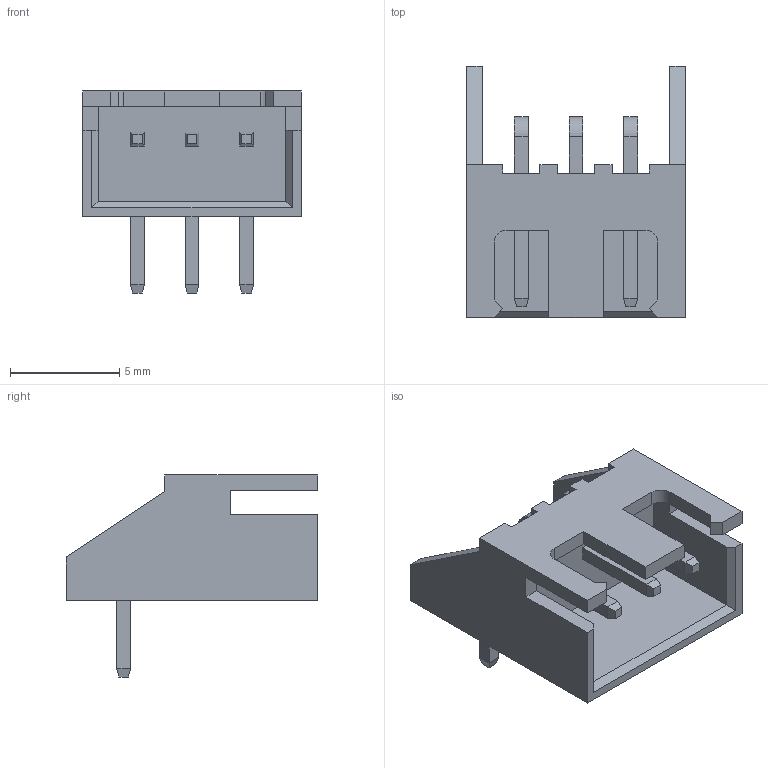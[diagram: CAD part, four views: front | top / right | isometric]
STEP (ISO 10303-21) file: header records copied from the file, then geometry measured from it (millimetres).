
FILE_DESCRIPTION (( 'STEP AP214' ), '1' );
FILE_NAME ('E6B82280-1238-41FE-B03D-F8B1D9E02D71.STEP', '2025-01-01T19:43:19', ( '' ), ( '' ), 'SwSTEP 2.0', 'SolidWorks 2022', '' );
FILE_SCHEMA (( 'AUTOMOTIVE_DESIGN' ));
Length unit declared in the file: millimetre
Products named in the file (1): E6B82280-1238-41FE-B03D-F8B1D9E02D71
Bounding box: 10 x 11.5 x 9.25 mm (x, y, z)
Volume: 221.7 mm3; surface area: 612.8 mm2
Topology: 1 solids, 1 shells, 117 faces, 301 edges, 192 vertices
Faces by surface type: plane 109, cylinder 8
Entity records: 4058 total; most frequent: CARTESIAN_POINT 611, ORIENTED_EDGE 602, DIRECTION 553, EDGE_CURVE 301, VECTOR 285, LINE 285, VERTEX_POINT 192, AXIS2_PLACEMENT_3D 134
